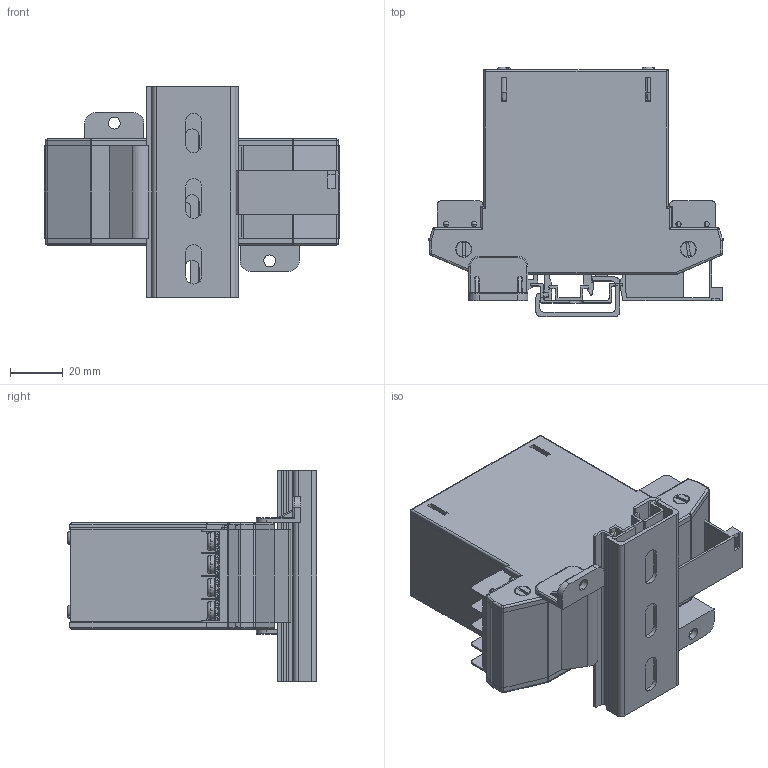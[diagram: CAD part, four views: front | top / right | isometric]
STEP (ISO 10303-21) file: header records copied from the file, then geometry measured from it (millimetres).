
FILE_DESCRIPTION (( 'STEP AP214' ), '1' );
FILE_NAME ('UE-035-1.STEP', '2022-01-17T12:07:33', ( '' ), ( '' ), 'SwSTEP 2.0', 'SolidWorks 2017', '' );
FILE_SCHEMA (( 'AUTOMOTIVE_DESIGN' ));
Length unit declared in the file: millimetre
Products named in the file (67): Terminal Washer; Top Cover Screw; End Piece UE; Terminal Screw; Foot Piece; Terminal sheetmetal; UE-035-1; Vertical PCB UE; Pin 035; Horizontal PCB UE-035; Base PCB UE 035; Rail-15-35; End Plate Screw; Top cover 35; High Bracket UBRH; Terminal Plastic; Rail-G-35 Profile; Terminal Block; Rail-35-35
Assembly tree (37 placements, depth 3):
  Terminal Washer
  Top Cover Screw
  End Piece UE
  Terminal Screw
  Terminal Screw
Bounding box: 112.5 x 94.8 x 80 mm (x, y, z)
Volume: 105360.8 mm3; surface area: 136900.1 mm2
Topology: 48 solids, 48 shells, 2462 faces, 6490 edges, 4152 vertices
Faces by surface type: plane 1482, cylinder 792, torus 84, cone 76, bspline 16, sphere 12
Entity records: 36458 total; most frequent: CARTESIAN_POINT 6806, ORIENTED_EDGE 5918, DIRECTION 5866, EDGE_CURVE 2959, VECTOR 2108, LINE 2108, VERTEX_POINT 1919, AXIS2_PLACEMENT_3D 1879
